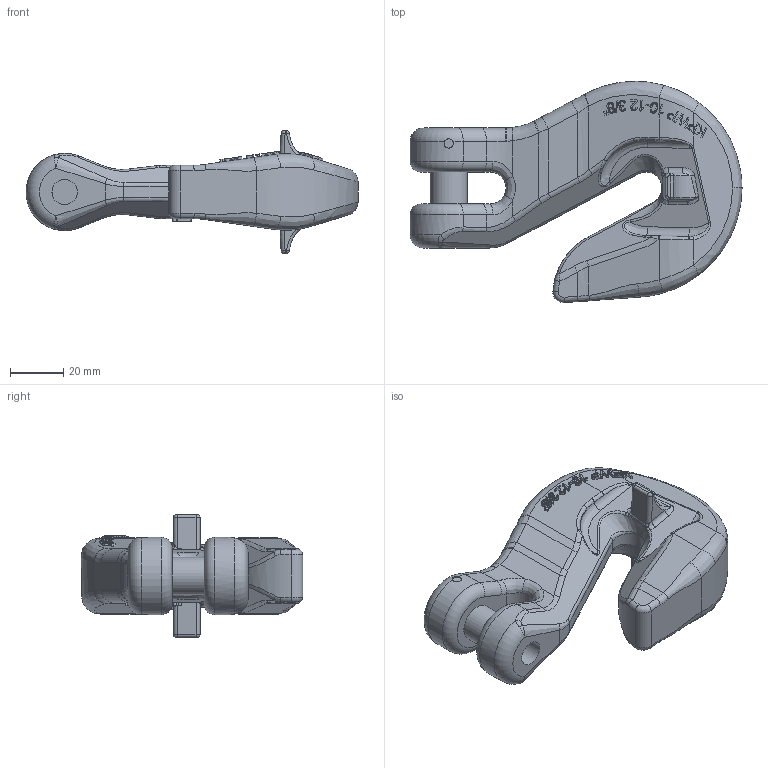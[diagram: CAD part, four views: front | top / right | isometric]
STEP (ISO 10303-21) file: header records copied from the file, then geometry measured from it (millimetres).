
FILE_DESCRIPTION(/* description */ (''),/* implementation_level */ '2;1');
FILE_NAME(/* name */ 'KPWP_10.stp',/* time_stamp */ '2022-06-02T18:29:45+02:00',/* author */ (''),/* organization */ (''),/* preprocessor_version */ 'ST-DEVELOPER v16',/* originating_system */ 'SIEMENS PLM Software NX 11.0',/* authorisation */ '');
FILE_SCHEMA (('AUTOMOTIVE_DESIGN { 1 0 10303 214 3 1 1 1 }'));
Length unit declared in the file: millimetre
Products named in the file (1): baf615CB0B0ukqr
Bounding box: 124.5 x 82.99 x 46 mm (x, y, z)
Volume: 130120.8 mm3; surface area: 25637.8 mm2
Topology: 3 solids, 3 shells, 560 faces, 1393 edges, 860 vertices
Faces by surface type: plane 168, bspline 154, extrusion 139, cylinder 76, torus 18, sphere 4, cone 1
Full cylindrical faces by diameter (mm): 3.5 x3, 9.5 x1, 14 x3
Entity records: 23410 total; most frequent: CARTESIAN_POINT 11568, ORIENTED_EDGE 2734, DIRECTION 1878, EDGE_CURVE 1367, VERTEX_POINT 856, VECTOR 644, B_SPLINE_CURVE_WITH_KNOTS 644, AXIS2_PLACEMENT_3D 617
